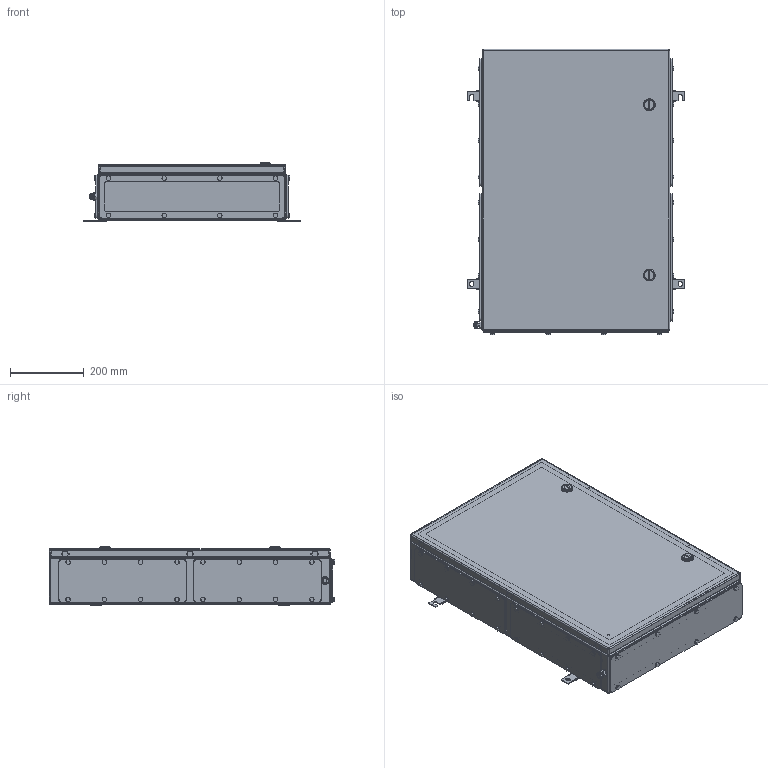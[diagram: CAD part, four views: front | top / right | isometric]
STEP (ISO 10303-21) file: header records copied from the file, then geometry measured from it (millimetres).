
FILE_DESCRIPTION(('CATIA V5 STEP Exchange','CAx-IF Rec.Pracs.--- Model Styling and Organization---1.4--- 2014-01-23'),'2;1');
FILE_NAME ('008853-8_3_1200810000_1200810000.stp','2019-09-23T09:39:13+00:00',('none'),('Weidmueller'),'CATIA Version 5-6 Release 2016 SP3 HF44','CATIA V5 STEP AP214','none');
FILE_SCHEMA(('AUTOMOTIVE_DESIGN { 1 0 10303 214 1 1 1 1 }'));
Products named in the file (1): ZUB_KTB_QL_765015_3GP
Bounding box: 589 x 773 x 159.8 mm (x, y, z)
Volume: 2839695.6 mm3; surface area: 3086202.7 mm2
Topology: 146 solids, 148 shells, 2816 faces, 6434 edges, 4053 vertices
Faces by surface type: cylinder 1282, plane 1206, cone 274, sphere 24, torus 22, bspline 8
Entity records: 75058 total; most frequent: CARTESIAN_POINT 15348, ORIENTED_EDGE 12616, DIRECTION 10075, EDGE_CURVE 6308, AXIS2_PLACEMENT_3D 4511, VERTEX_POINT 4053, VECTOR 3504, LINE 3504
